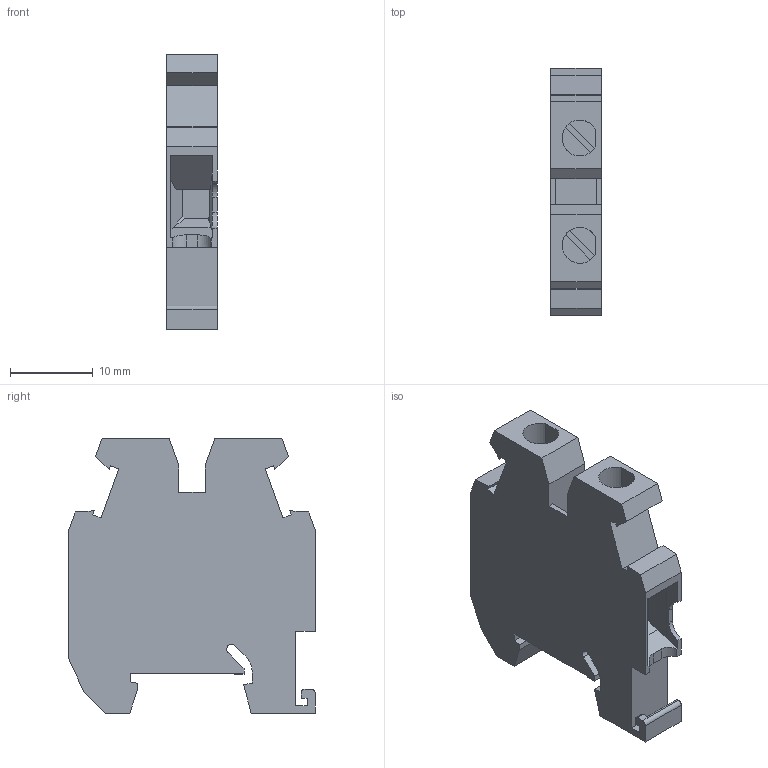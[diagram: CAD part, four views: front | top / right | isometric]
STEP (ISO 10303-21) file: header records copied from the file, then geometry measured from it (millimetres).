
FILE_DESCRIPTION(('Creo Elements/Direct Modeling STEP Export'),'2;1');
FILE_NAME('model.stp','2019-04-12T 9:51:12',(''),(''),'Creo Elements/Direct Modeling STEP processor for AP214 (Solid Model)','Creo Elements/Direct Modeling 20.1A 29-Sep-2018 (C) Parametric Technology GmbH','');
FILE_SCHEMA(('AUTOMOTIVE_DESIGN { 1 0 10303 214 1 1 1 1 }'));
Length unit declared in the file: millimetre
Products named in the file (2): MUT_4_BU-select
Assembly tree (1 placements, depth 2):
  MUT_4_BU-select
    MUT_4_BU-select
Bounding box: 6.15 x 29.9 x 33.25 mm (x, y, z)
Volume: 3986.4 mm3; surface area: 3281.6 mm2
Topology: 1 solids, 1 shells, 123 faces, 355 edges, 236 vertices
Faces by surface type: plane 108, cylinder 14, extrusion 1
Entity records: 4980 total; most frequent: CARTESIAN_POINT 741, ORIENTED_EDGE 710, DIRECTION 613, EDGE_CURVE 355, VECTOR 309, LINE 308, VERTEX_POINT 236, AXIS2_PLACEMENT_3D 152
